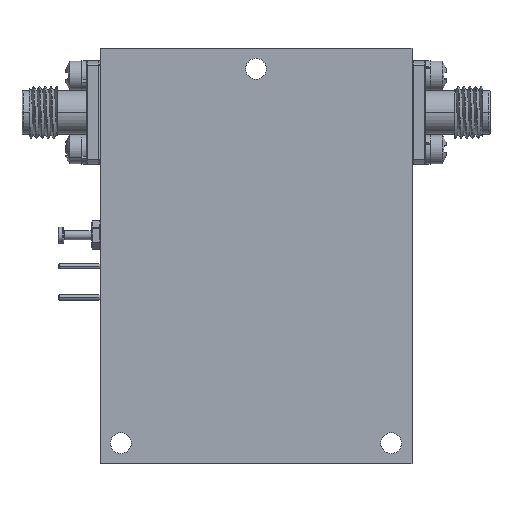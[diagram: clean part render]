
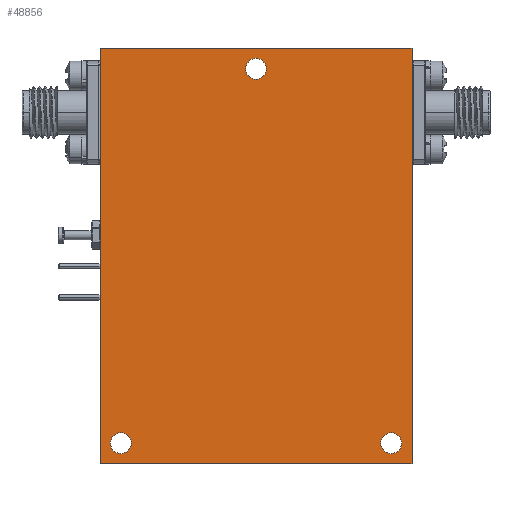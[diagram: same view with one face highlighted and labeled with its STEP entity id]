
A CAD part, front view. The second image highlights one B-rep face of the part: STEP entity #48856.
In plain terms, the highlighted planar face has unit normal (0, -1, 0).
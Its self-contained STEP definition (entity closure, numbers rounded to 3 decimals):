
#379 = CIRCLE ( 'NONE', #46472, 1.27 ) ;
#417 = CIRCLE ( 'NONE', #71160, 1.27 ) ;
#4069 = DIRECTION ( 'NONE',  ( 0., 0., -1. ) ) ;
#4961 = CARTESIAN_POINT ( 'NONE',  ( 38.1, 0., -50.8 ) ) ;
#5636 = DIRECTION ( 'NONE',  ( 0., 0., -1. ) ) ;
#8851 = EDGE_LOOP ( 'NONE', ( #86340, #13777 ) ) ;
#9681 = DIRECTION ( 'NONE',  ( 0., -1., 0. ) ) ;
#11479 = VERTEX_POINT ( 'NONE', #39895 ) ;
#12402 = CARTESIAN_POINT ( 'NONE',  ( 0., 0., -50.8 ) ) ;
#13777 = ORIENTED_EDGE ( 'NONE', *, *, #47185, .F. ) ;
#13974 = VECTOR ( 'NONE', #96721, 1000. ) ;
#15360 = CARTESIAN_POINT ( 'NONE',  ( 35.56, 0., -46.99 ) ) ;
#16456 = PLANE ( 'NONE',  #65871 ) ;
#16774 = VERTEX_POINT ( 'NONE', #93117 ) ;
#18432 = CARTESIAN_POINT ( 'NONE',  ( 35.56, 0., -48.26 ) ) ;
#19175 = CARTESIAN_POINT ( 'NONE',  ( 0., 0., -50.8 ) ) ;
#20594 = CARTESIAN_POINT ( 'NONE',  ( 0., 0., 0. ) ) ;
#23484 = VERTEX_POINT ( 'NONE', #15360 ) ;
#24537 = CARTESIAN_POINT ( 'NONE',  ( 35.56, 0., -48.26 ) ) ;
#25177 = CARTESIAN_POINT ( 'NONE',  ( 0., 0., 0. ) ) ;
#30349 = VERTEX_POINT ( 'NONE', #88596 ) ;
#30532 = AXIS2_PLACEMENT_3D ( 'NONE', #74129, #89053, #4069 ) ;
#30650 = EDGE_LOOP ( 'NONE', ( #63255, #82426 ) ) ;
#31713 = CARTESIAN_POINT ( 'NONE',  ( 19.05, 0., -2.54 ) ) ;
#32509 = LINE ( 'NONE', #63939, #37385 ) ;
#33989 = CARTESIAN_POINT ( 'NONE',  ( 19.05, 0., -3.81 ) ) ;
#36208 = EDGE_CURVE ( 'NONE', #39799, #92944, #90207, .T. ) ;
#36567 = DIRECTION ( 'NONE',  ( 1., 0., 0. ) ) ;
#37385 = VECTOR ( 'NONE', #62914, 1000. ) ;
#39056 = DIRECTION ( 'NONE',  ( 0., 0., -1. ) ) ;
#39799 = VERTEX_POINT ( 'NONE', #19175 ) ;
#39895 = CARTESIAN_POINT ( 'NONE',  ( 2.54, 0., -46.99 ) ) ;
#41530 = EDGE_CURVE ( 'NONE', #11479, #72897, #417, .T. ) ;
#41567 = ORIENTED_EDGE ( 'NONE', *, *, #41530, .F. ) ;
#42661 = AXIS2_PLACEMENT_3D ( 'NONE', #31713, #59452, #81646 ) ;
#44722 = CARTESIAN_POINT ( 'NONE',  ( 0., 0., 0. ) ) ;
#44884 = EDGE_CURVE ( 'NONE', #72897, #11479, #63478, .T. ) ;
#45626 = CARTESIAN_POINT ( 'NONE',  ( 38.1, 0., 0. ) ) ;
#46472 = AXIS2_PLACEMENT_3D ( 'NONE', #95099, #46754, #39056 ) ;
#46754 = DIRECTION ( 'NONE',  ( 0., -1., 0. ) ) ;
#46840 = DIRECTION ( 'NONE',  ( 0., 1., 0. ) ) ;
#47185 = EDGE_CURVE ( 'NONE', #16774, #71149, #47616, .T. ) ;
#47369 = FACE_BOUND ( 'NONE', #90941, .T. ) ;
#47616 = CIRCLE ( 'NONE', #42661, 1.27 ) ;
#48702 = EDGE_CURVE ( 'NONE', #92944, #51291, #91066, .T. ) ;
#48856 = ADVANCED_FACE ( 'NONE', ( #79290, #62785, #47369, #56094 ), #16456, .F. ) ;
#49362 = DIRECTION ( 'NONE',  ( 0., 0., -1. ) ) ;
#49790 = AXIS2_PLACEMENT_3D ( 'NONE', #24537, #64172, #55935 ) ;
#50754 = EDGE_CURVE ( 'NONE', #51291, #84044, #57661, .T. ) ;
#51219 = ORIENTED_EDGE ( 'NONE', *, *, #79976, .F. ) ;
#51291 = VERTEX_POINT ( 'NONE', #45626 ) ;
#53322 = EDGE_CURVE ( 'NONE', #71149, #16774, #379, .T. ) ;
#53519 = ORIENTED_EDGE ( 'NONE', *, *, #44884, .F. ) ;
#55340 = CARTESIAN_POINT ( 'NONE',  ( 2.54, 0., -49.53 ) ) ;
#55935 = DIRECTION ( 'NONE',  ( 0., 0., -1. ) ) ;
#56094 = FACE_BOUND ( 'NONE', #8851, .T. ) ;
#56572 = DIRECTION ( 'NONE',  ( 0., 0., 1. ) ) ;
#57211 = VECTOR ( 'NONE', #96882, 1000. ) ;
#57661 = LINE ( 'NONE', #65373, #13974 ) ;
#59452 = DIRECTION ( 'NONE',  ( 0., -1., 0. ) ) ;
#61588 = EDGE_CURVE ( 'NONE', #30349, #23484, #82051, .T. ) ;
#62785 = FACE_BOUND ( 'NONE', #30650, .T. ) ;
#62914 = DIRECTION ( 'NONE',  ( -1., 0., 0. ) ) ;
#63255 = ORIENTED_EDGE ( 'NONE', *, *, #61588, .F. ) ;
#63478 = CIRCLE ( 'NONE', #30532, 1.27 ) ;
#63792 = AXIS2_PLACEMENT_3D ( 'NONE', #18432, #9681, #49362 ) ;
#63939 = CARTESIAN_POINT ( 'NONE',  ( 38.1, 0., -50.8 ) ) ;
#64172 = DIRECTION ( 'NONE',  ( 0., -1., 0. ) ) ;
#64896 = EDGE_CURVE ( 'NONE', #23484, #30349, #67879, .T. ) ;
#64973 = EDGE_LOOP ( 'NONE', ( #79601, #93000, #70922, #51219 ) ) ;
#65373 = CARTESIAN_POINT ( 'NONE',  ( 38.1, 0., 0. ) ) ;
#65871 = AXIS2_PLACEMENT_3D ( 'NONE', #25177, #46840, #56572 ) ;
#67582 = VECTOR ( 'NONE', #36567, 1000. ) ;
#67879 = CIRCLE ( 'NONE', #49790, 1.27 ) ;
#70922 = ORIENTED_EDGE ( 'NONE', *, *, #36208, .F. ) ;
#71149 = VERTEX_POINT ( 'NONE', #33989 ) ;
#71160 = AXIS2_PLACEMENT_3D ( 'NONE', #76215, #92121, #5636 ) ;
#72897 = VERTEX_POINT ( 'NONE', #55340 ) ;
#74129 = CARTESIAN_POINT ( 'NONE',  ( 2.54, 0., -48.26 ) ) ;
#76215 = CARTESIAN_POINT ( 'NONE',  ( 2.54, 0., -48.26 ) ) ;
#79290 = FACE_OUTER_BOUND ( 'NONE', #64973, .T. ) ;
#79601 = ORIENTED_EDGE ( 'NONE', *, *, #50754, .F. ) ;
#79976 = EDGE_CURVE ( 'NONE', #84044, #39799, #32509, .T. ) ;
#81646 = DIRECTION ( 'NONE',  ( 0., 0., -1. ) ) ;
#82051 = CIRCLE ( 'NONE', #63792, 1.27 ) ;
#82426 = ORIENTED_EDGE ( 'NONE', *, *, #64896, .F. ) ;
#84044 = VERTEX_POINT ( 'NONE', #4961 ) ;
#86340 = ORIENTED_EDGE ( 'NONE', *, *, #53322, .F. ) ;
#88596 = CARTESIAN_POINT ( 'NONE',  ( 35.56, 0., -49.53 ) ) ;
#89053 = DIRECTION ( 'NONE',  ( 0., -1., 0. ) ) ;
#90207 = LINE ( 'NONE', #12402, #57211 ) ;
#90941 = EDGE_LOOP ( 'NONE', ( #53519, #41567 ) ) ;
#91066 = LINE ( 'NONE', #20594, #67582 ) ;
#92121 = DIRECTION ( 'NONE',  ( 0., -1., 0. ) ) ;
#92944 = VERTEX_POINT ( 'NONE', #44722 ) ;
#93000 = ORIENTED_EDGE ( 'NONE', *, *, #48702, .F. ) ;
#93117 = CARTESIAN_POINT ( 'NONE',  ( 19.05, 0., -1.27 ) ) ;
#95099 = CARTESIAN_POINT ( 'NONE',  ( 19.05, 0., -2.54 ) ) ;
#96721 = DIRECTION ( 'NONE',  ( 0., 0., -1. ) ) ;
#96882 = DIRECTION ( 'NONE',  ( 0., 0., 1. ) ) ;
